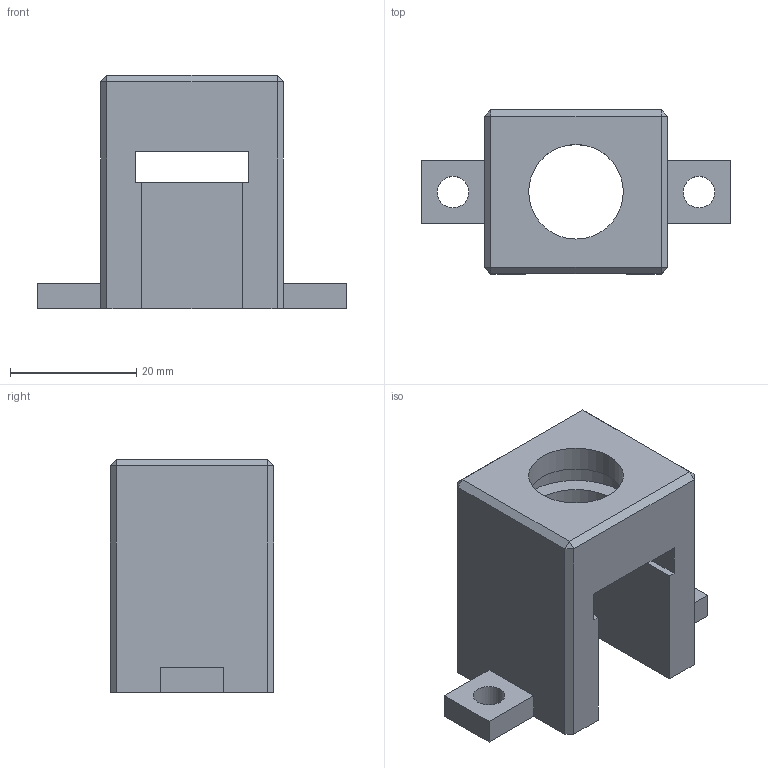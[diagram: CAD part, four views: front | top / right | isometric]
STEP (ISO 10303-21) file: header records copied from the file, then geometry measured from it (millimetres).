
FILE_DESCRIPTION(('FreeCAD Model'),'2;1');
FILE_NAME('Open CASCADE Shape Model','2024-03-14T20:15:26',(''),(''), 'Open CASCADE STEP processor 7.6','FreeCAD','Unknown');
FILE_SCHEMA(('AUTOMOTIVE_DESIGN { 1 0 10303 214 1 1 1 1 }'));
Length unit declared in the file: millimetre
Products named in the file (1): Whisker Base
Bounding box: 49 x 26 x 37 mm (x, y, z)
Volume: 16764.2 mm3; surface area: 7762.3 mm2
Topology: 1 solids, 1 shells, 42 faces, 101 edges, 62 vertices
Faces by surface type: plane 37, cylinder 5
Full cylindrical faces by diameter (mm): 5 x2, 15 x2, 20 x1
Entity records: 1227 total; most frequent: CARTESIAN_POINT 206, ORIENTED_EDGE 202, DIRECTION 197, EDGE_CURVE 101, LINE 91, VECTOR 91, VERTEX_POINT 62, AXIS2_PLACEMENT_3D 53
